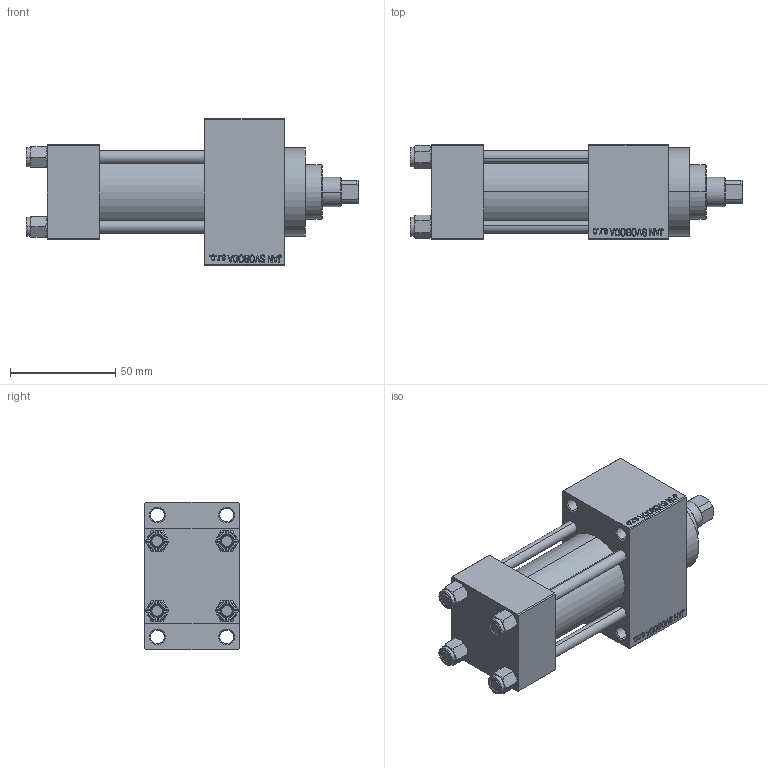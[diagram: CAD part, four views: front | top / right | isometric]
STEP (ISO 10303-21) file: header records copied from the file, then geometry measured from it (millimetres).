
FILE_DESCRIPTION (( 'STEP AP203' ), '1' );
FILE_NAME ('4908.STEP', '2025-07-22T10:56:10', ( '' ), ( '' ), 'SwSTEP 2.0', 'SolidWorks 2019', '' );
FILE_SCHEMA (( 'CONFIG_CONTROL_DESIGN' ));
Length unit declared in the file: millimetre
Products named in the file (6): V215CR_D_TYCINKA f4461212d2d69eb85fb260ee03327a70; 4908; NUT_M5_D f4461212d2d69eb85fb260ee03327a70; V215CR_D_Body f4461212d2d69eb85fb260ee03327a70; V215_VC_A f4461212d2d69eb85fb260ee03327a70; V215CR_VCP_D f4461212d2d69eb85fb260ee03327a70
Assembly tree (11 placements, depth 2):
  4908
    V215CR_D_Body f4461212d2d69eb85fb260ee03327a70
    V215CR_VCP_D f4461212d2d69eb85fb260ee03327a70
    NUT_M5_D f4461212d2d69eb85fb260ee03327a70  x4
    V215CR_D_TYCINKA f4461212d2d69eb85fb260ee03327a70  x4
    V215_VC_A f4461212d2d69eb85fb260ee03327a70
Bounding box: 158 x 45 x 70 mm (x, y, z)
Volume: 231946.8 mm3; surface area: 74872.5 mm2
Topology: 11 solids, 11 shells, 1103 faces, 2744 edges, 1775 vertices
Faces by surface type: plane 496, bspline 368, cone 142, cylinder 89, torus 8
Entity records: 47150 total; most frequent: CARTESIAN_POINT 25049, ORIENTED_EDGE 4980, DIRECTION 3186, EDGE_CURVE 2490, VERTEX_POINT 1631, LINE 1502, VECTOR 1502, EDGE_LOOP 1115
